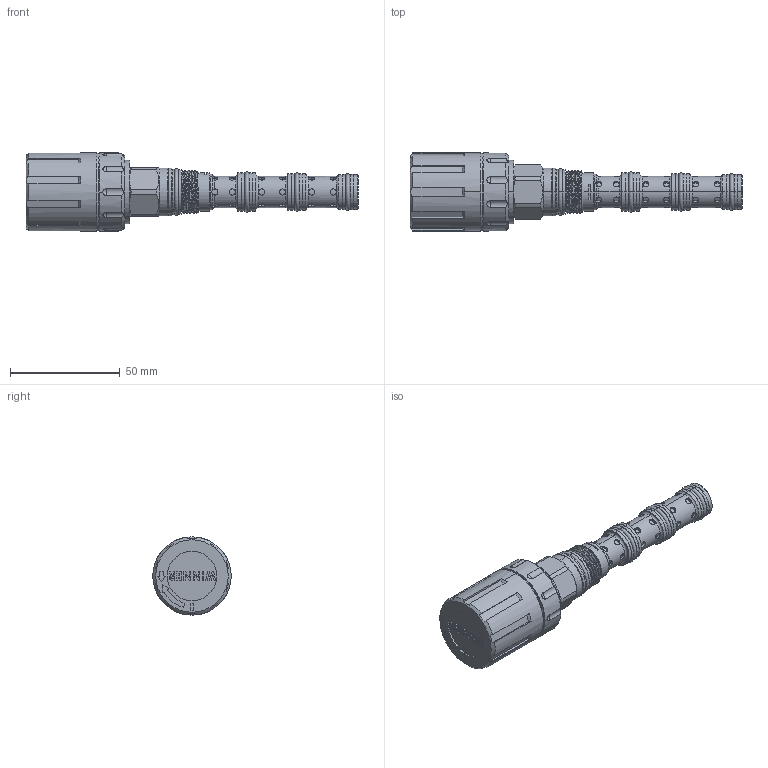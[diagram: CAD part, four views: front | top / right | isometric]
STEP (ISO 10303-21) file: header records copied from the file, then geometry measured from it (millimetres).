
FILE_DESCRIPTION (( 'STEP AP203' ), '1' );
FILE_NAME ('DT31A4A30AR.STEP', '2024-10-29T02:37:02', ( '' ), ( '' ), 'SwSTEP 2.0', 'SolidWorks 2018', '' );
FILE_SCHEMA (( 'CONFIG_CONTROL_DESIGN' ));
Length unit declared in the file: millimetre
Products named in the file (1): DT31A4A30AR
Bounding box: 151.15 x 35.6 x 35.6 mm (x, y, z)
Volume: 69472.5 mm3; surface area: 15722.6 mm2
Topology: 1 solids, 1 shells, 501 faces, 1253 edges, 818 vertices
Faces by surface type: cylinder 254, plane 162, cone 50, torus 18, sphere 10, bspline 7
Entity records: 20324 total; most frequent: CARTESIAN_POINT 8617, ORIENTED_EDGE 2506, DIRECTION 2280, EDGE_CURVE 1253, AXIS2_PLACEMENT_3D 873, VERTEX_POINT 818, EDGE_LOOP 565, VECTOR 534
